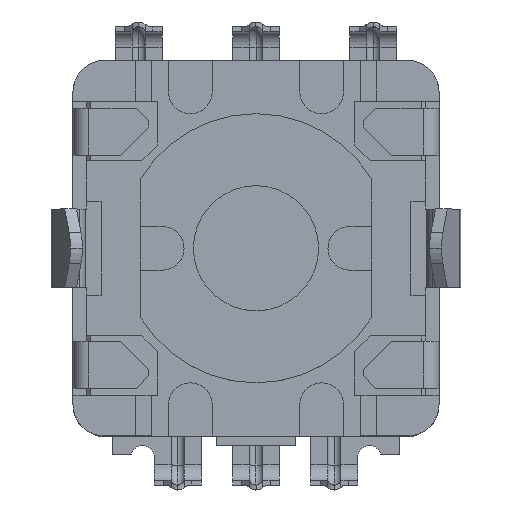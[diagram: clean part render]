
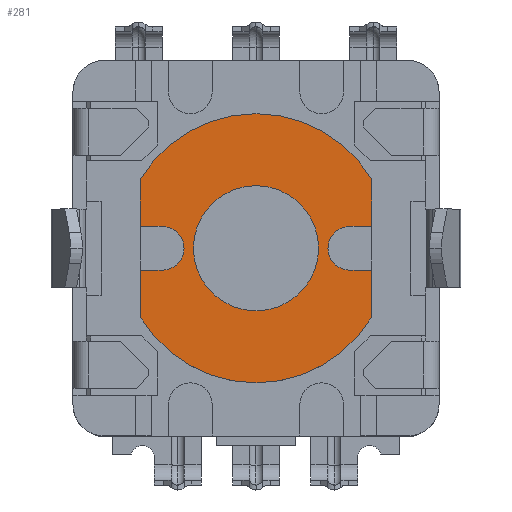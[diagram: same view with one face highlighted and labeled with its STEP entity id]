
A CAD part, top view. The second image highlights one B-rep face of the part: STEP entity #281.
In plain terms, the highlighted planar face has unit normal (0, 0, 1).
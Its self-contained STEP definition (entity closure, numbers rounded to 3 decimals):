
#281=ADVANCED_FACE('',(#929,#930),#931,.T.);
#929=FACE_OUTER_BOUND('',#1877,.T.);
#930=FACE_BOUND('',#1878,.T.);
#931=PLANE('',#1879);
#1877=EDGE_LOOP('',(#4240,#4241,#4242,#4243,#4244,#4245,#4246,#4247,#4248,#4249,#4250,#4251,#4252,#4253));
#1878=EDGE_LOOP('',(#4254,#4255));
#1879=AXIS2_PLACEMENT_3D('',#4256,#4257,#4258);
#4240=ORIENTED_EDGE('',*,*,#6951,.F.);
#4241=ORIENTED_EDGE('',*,*,#6956,.T.);
#4242=ORIENTED_EDGE('',*,*,#6957,.T.);
#4243=ORIENTED_EDGE('',*,*,#6958,.T.);
#4244=ORIENTED_EDGE('',*,*,#6959,.F.);
#4245=ORIENTED_EDGE('',*,*,#6342,.F.);
#4246=ORIENTED_EDGE('',*,*,#6448,.F.);
#4247=ORIENTED_EDGE('',*,*,#6953,.F.);
#4248=ORIENTED_EDGE('',*,*,#6960,.T.);
#4249=ORIENTED_EDGE('',*,*,#6961,.T.);
#4250=ORIENTED_EDGE('',*,*,#6962,.T.);
#4251=ORIENTED_EDGE('',*,*,#6946,.F.);
#4252=ORIENTED_EDGE('',*,*,#6886,.F.);
#4253=ORIENTED_EDGE('',*,*,#6320,.F.);
#4254=ORIENTED_EDGE('',*,*,#6340,.T.);
#4255=ORIENTED_EDGE('',*,*,#6449,.T.);
#4256=CARTESIAN_POINT('',(0.0,0.0,3.45));
#4257=DIRECTION('',(0.,0.,1.0));
#4258=DIRECTION('',(0.0,-1.0,0.));
#6320=EDGE_CURVE('',#8158,#8154,#8160,.T.);
#6340=EDGE_CURVE('',#8194,#8198,#8200,.T.);
#6342=EDGE_CURVE('',#8201,#8204,#8205,.T.);
#6448=EDGE_CURVE('',#8376,#8201,#8378,.T.);
#6449=EDGE_CURVE('',#8198,#8194,#8379,.T.);
#6886=EDGE_CURVE('',#8154,#9131,#9132,.T.);
#6946=EDGE_CURVE('',#9131,#9221,#9222,.T.);
#6951=EDGE_CURVE('',#9229,#8158,#9230,.T.);
#6953=EDGE_CURVE('',#9232,#8376,#9233,.T.);
#6956=EDGE_CURVE('',#9229,#9237,#9238,.T.);
#6957=EDGE_CURVE('',#9237,#9239,#9240,.T.);
#6958=EDGE_CURVE('',#9239,#9241,#9242,.T.);
#6959=EDGE_CURVE('',#8204,#9241,#9243,.T.);
#6960=EDGE_CURVE('',#9232,#9244,#9245,.T.);
#6961=EDGE_CURVE('',#9244,#9246,#9247,.T.);
#6962=EDGE_CURVE('',#9246,#9221,#9248,.T.);
#8154=VERTEX_POINT('',#10359);
#8158=VERTEX_POINT('',#10364);
#8160=CIRCLE('',#10367,0.7);
#8194=VERTEX_POINT('',#10433);
#8198=VERTEX_POINT('',#10438);
#8200=CIRCLE('',#10441,2.0);
#8201=VERTEX_POINT('',#10442);
#8204=VERTEX_POINT('',#10446);
#8205=CIRCLE('',#10447,0.7);
#8376=VERTEX_POINT('',#10751);
#8378=CIRCLE('',#10754,0.7);
#8379=CIRCLE('',#10755,2.0);
#9131=VERTEX_POINT('',#11884);
#9132=CIRCLE('',#11885,0.7);
#9221=VERTEX_POINT('',#12029);
#9222=LINE('',#12030,#12031);
#9229=VERTEX_POINT('',#12042);
#9230=LINE('',#12043,#12044);
#9232=VERTEX_POINT('',#12047);
#9233=LINE('',#12048,#12049);
#9237=VERTEX_POINT('',#12055);
#9238=LINE('',#12056,#12057);
#9239=VERTEX_POINT('',#12058);
#9240=CIRCLE('',#12059,4.3);
#9241=VERTEX_POINT('',#12060);
#9242=LINE('',#12061,#12062);
#9243=LINE('',#12063,#12064);
#9244=VERTEX_POINT('',#12065);
#9245=LINE('',#12066,#12067);
#9246=VERTEX_POINT('',#12068);
#9247=CIRCLE('',#12069,4.3);
#9248=LINE('',#12070,#12071);
#10359=CARTESIAN_POINT('',(2.3,0.,3.45));
#10364=CARTESIAN_POINT('',(3.0,0.7,3.45));
#10367=AXIS2_PLACEMENT_3D('',#13636,#13637,#13638);
#10433=CARTESIAN_POINT('',(-2.0,0.,3.45));
#10438=CARTESIAN_POINT('',(2.0,0.,3.45));
#10441=AXIS2_PLACEMENT_3D('',#13664,#13665,#13666);
#10442=CARTESIAN_POINT('',(-2.3,0.,3.45));
#10446=CARTESIAN_POINT('',(-3.0,0.7,3.45));
#10447=AXIS2_PLACEMENT_3D('',#13668,#13669,#13670);
#10751=CARTESIAN_POINT('',(-3.0,-0.7,3.45));
#10754=AXIS2_PLACEMENT_3D('',#13862,#13863,#13864);
#10755=AXIS2_PLACEMENT_3D('',#13865,#13866,#13867);
#11884=CARTESIAN_POINT('',(3.0,-0.7,3.45));
#11885=AXIS2_PLACEMENT_3D('',#14437,#14438,#14439);
#12029=CARTESIAN_POINT('',(3.7,-0.7,3.45));
#12030=CARTESIAN_POINT('',(3.0,-0.7,3.45));
#12031=VECTOR('',#14522,1000.0);
#12042=CARTESIAN_POINT('',(3.7,0.7,3.45));
#12043=CARTESIAN_POINT('',(3.0,0.7,3.45));
#12044=VECTOR('',#14527,1000.0);
#12047=CARTESIAN_POINT('',(-3.7,-0.7,3.45));
#12048=CARTESIAN_POINT('',(-3.7,-0.7,3.45));
#12049=VECTOR('',#14529,1000.0);
#12055=CARTESIAN_POINT('',(3.7,2.191,3.45));
#12056=CARTESIAN_POINT('',(3.7,-2.191,3.45));
#12057=VECTOR('',#14532,1000.0);
#12058=CARTESIAN_POINT('',(-3.7,2.191,3.45));
#12059=AXIS2_PLACEMENT_3D('',#14533,#14534,#14535);
#12060=CARTESIAN_POINT('',(-3.7,0.7,3.45));
#12061=CARTESIAN_POINT('',(-3.7,2.191,3.45));
#12062=VECTOR('',#14536,1000.0);
#12063=CARTESIAN_POINT('',(-3.7,0.7,3.45));
#12064=VECTOR('',#14537,1000.0);
#12065=CARTESIAN_POINT('',(-3.7,-2.191,3.45));
#12066=CARTESIAN_POINT('',(-3.7,2.191,3.45));
#12067=VECTOR('',#14538,1000.0);
#12068=CARTESIAN_POINT('',(3.7,-2.191,3.45));
#12069=AXIS2_PLACEMENT_3D('',#14539,#14540,#14541);
#12070=CARTESIAN_POINT('',(3.7,-2.191,3.45));
#12071=VECTOR('',#14542,1000.0);
#13636=CARTESIAN_POINT('',(3.0,0.0,3.45));
#13637=DIRECTION('',(0.,0.,1.0));
#13638=DIRECTION('',(1.0,0.,0.0));
#13664=CARTESIAN_POINT('',(0.0,0.0,3.45));
#13665=DIRECTION('',(0.,0.,-1.0));
#13666=DIRECTION('',(1.0,0.,0.0));
#13668=CARTESIAN_POINT('',(-3.0,0.0,3.45));
#13669=DIRECTION('',(0.,0.,1.0));
#13670=DIRECTION('',(-1.0,0.,0.));
#13862=CARTESIAN_POINT('',(-3.0,0.0,3.45));
#13863=DIRECTION('',(0.,0.,1.0));
#13864=DIRECTION('',(-1.0,0.,0.));
#13865=CARTESIAN_POINT('',(0.0,0.0,3.45));
#13866=DIRECTION('',(0.,0.,-1.0));
#13867=DIRECTION('',(1.0,0.,0.0));
#14437=CARTESIAN_POINT('',(3.0,0.0,3.45));
#14438=DIRECTION('',(0.,0.,1.0));
#14439=DIRECTION('',(1.0,0.,0.0));
#14522=DIRECTION('',(1.0,0.,0.0));
#14527=DIRECTION('',(-1.0,0.,0.0));
#14529=DIRECTION('',(1.0,0.,0.0));
#14532=DIRECTION('',(0.,1.0,0.));
#14533=CARTESIAN_POINT('',(0.0,0.0,3.45));
#14534=DIRECTION('',(0.,0.,1.0));
#14535=DIRECTION('',(1.0,0.,0.));
#14536=DIRECTION('',(0.,-1.0,0.));
#14537=DIRECTION('',(-1.0,0.,0.0));
#14538=DIRECTION('',(0.,-1.0,0.));
#14539=CARTESIAN_POINT('',(0.0,0.0,3.45));
#14540=DIRECTION('',(0.,0.,1.0));
#14541=DIRECTION('',(1.0,0.,0.0));
#14542=DIRECTION('',(0.,1.0,0.));
